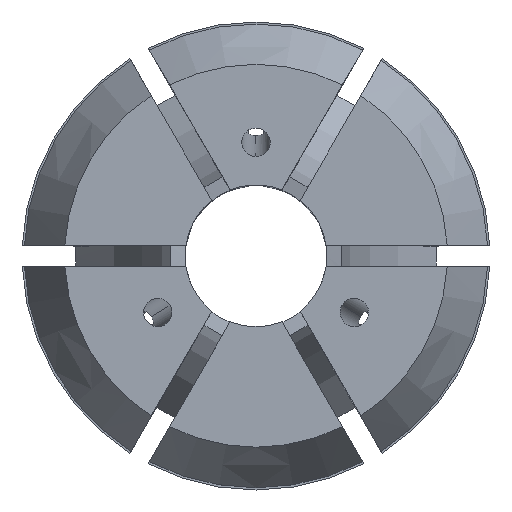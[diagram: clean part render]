
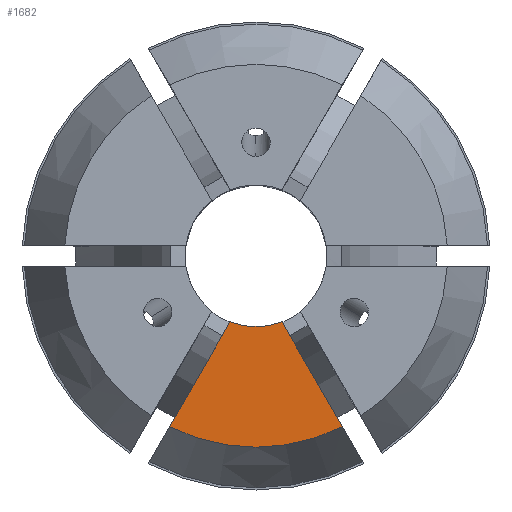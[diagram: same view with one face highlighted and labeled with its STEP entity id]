
A CAD part, top view. The second image highlights one B-rep face of the part: STEP entity #1682.
In plain terms, the highlighted planar face has unit normal (0, 0, 1).
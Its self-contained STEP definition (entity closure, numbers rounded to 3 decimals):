
#188 = VERTEX_POINT ( 'NONE', #1510 ) ;
#216 = EDGE_CURVE ( 'NONE', #3333, #738, #1107, .T. ) ;
#304 = EDGE_CURVE ( 'NONE', #3333, #188, #3786, .T. ) ;
#611 = DIRECTION ( 'NONE',  ( 0.5, -0.866, 0. ) ) ;
#652 = CARTESIAN_POINT ( 'NONE',  ( -6.495, 9.75, 40. ) ) ;
#738 = VERTEX_POINT ( 'NONE', #3897 ) ;
#772 = CARTESIAN_POINT ( 'NONE',  ( 6.09, -12.048, 40. ) ) ;
#862 = DIRECTION ( 'NONE',  ( 0., 0., 1. ) ) ;
#863 = AXIS2_PLACEMENT_3D ( 'NONE', #2791, #2492, #2202 ) ;
#1107 = LINE ( 'NONE', #3350, #2233 ) ;
#1270 = ORIENTED_EDGE ( 'NONE', *, *, #3808, .F. ) ;
#1401 = ORIENTED_EDGE ( 'NONE', *, *, #3638, .F. ) ;
#1421 = DIRECTION ( 'NONE',  ( 1., 0., 0. ) ) ;
#1455 = DIRECTION ( 'NONE',  ( -1., 0., 0. ) ) ;
#1510 = CARTESIAN_POINT ( 'NONE',  ( 1.822, -4.656, 40. ) ) ;
#1609 = ORIENTED_EDGE ( 'NONE', *, *, #304, .F. ) ;
#1610 = VERTEX_POINT ( 'NONE', #772 ) ;
#1679 = LINE ( 'NONE', #652, #3962 ) ;
#1682 = ADVANCED_FACE ( 'NONE', ( #1928 ), #3313, .T. ) ;
#1856 = AXIS2_PLACEMENT_3D ( 'NONE', #2745, #2105, #1455 ) ;
#1928 = FACE_OUTER_BOUND ( 'NONE', #2913, .T. ) ;
#2025 = AXIS2_PLACEMENT_3D ( 'NONE', #2713, #862, #1421 ) ;
#2105 = DIRECTION ( 'NONE',  ( 0., 0., -1. ) ) ;
#2112 = CARTESIAN_POINT ( 'NONE',  ( -1.822, -4.656, 40. ) ) ;
#2202 = DIRECTION ( 'NONE',  ( 1., 0., 0. ) ) ;
#2233 = VECTOR ( 'NONE', #2740, 1000. ) ;
#2492 = DIRECTION ( 'NONE',  ( 0., 0., 1. ) ) ;
#2713 = CARTESIAN_POINT ( 'NONE',  ( 0., 13.499, 40. ) ) ;
#2740 = DIRECTION ( 'NONE',  ( -0.5, -0.866, 0. ) ) ;
#2745 = CARTESIAN_POINT ( 'NONE',  ( 0., 0., 40. ) ) ;
#2791 = CARTESIAN_POINT ( 'NONE',  ( 0., 0., 40. ) ) ;
#2913 = EDGE_LOOP ( 'NONE', ( #1609, #3285, #1401, #1270 ) ) ;
#2976 = CIRCLE ( 'NONE', #1856, 13.499 ) ;
#3285 = ORIENTED_EDGE ( 'NONE', *, *, #216, .T. ) ;
#3313 = PLANE ( 'NONE',  #2025 ) ;
#3333 = VERTEX_POINT ( 'NONE', #2112 ) ;
#3350 = CARTESIAN_POINT ( 'NONE',  ( 6.495, 9.75, 40. ) ) ;
#3638 = EDGE_CURVE ( 'NONE', #1610, #738, #2976, .T. ) ;
#3786 = CIRCLE ( 'NONE', #863, 5. ) ;
#3808 = EDGE_CURVE ( 'NONE', #188, #1610, #1679, .T. ) ;
#3897 = CARTESIAN_POINT ( 'NONE',  ( -6.09, -12.048, 40. ) ) ;
#3962 = VECTOR ( 'NONE', #611, 1000. ) ;
